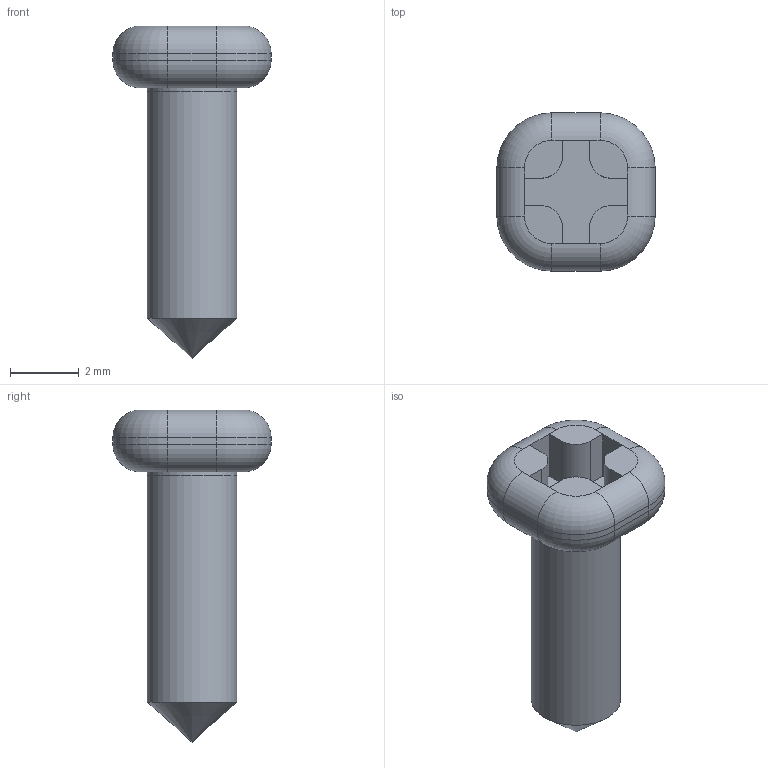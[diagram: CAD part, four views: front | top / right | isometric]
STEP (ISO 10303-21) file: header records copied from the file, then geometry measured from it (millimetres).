
FILE_DESCRIPTION(('FreeCAD Model'),'2;1');
FILE_NAME('SM-S4303R-shaft-screw.stp', '2014-08-11T18:03:06',('FreeCAD'),('FreeCAD'), 'Open CASCADE STEP processor 6.7','FreeCAD','Unknown');
FILE_SCHEMA(('AUTOMOTIVE_DESIGN_CC2 { 1 2 10303 214 -1 1 5 4 }'));
Length unit declared in the file: millimetre
Products named in the file (1): Shaft-screw-final-1
Bounding box: 4.6 x 4.6 x 9.65 mm (x, y, z)
Volume: 61 mm3; surface area: 127.7 mm2
Topology: 1 solids, 1 shells, 49 faces, 115 edges, 68 vertices
Faces by surface type: plane 22, cylinder 18, torus 8, cone 1
Full cylindrical faces by diameter (mm): 2.6 x2
Entity records: 2865 total; most frequent: CARTESIAN_POINT 522, DIRECTION 448, LINE 250, VECTOR 250, ORIENTED_EDGE 228, PCURVE 228, DEFINITIONAL_REPRESENTATION 228, EDGE_CURVE 114
